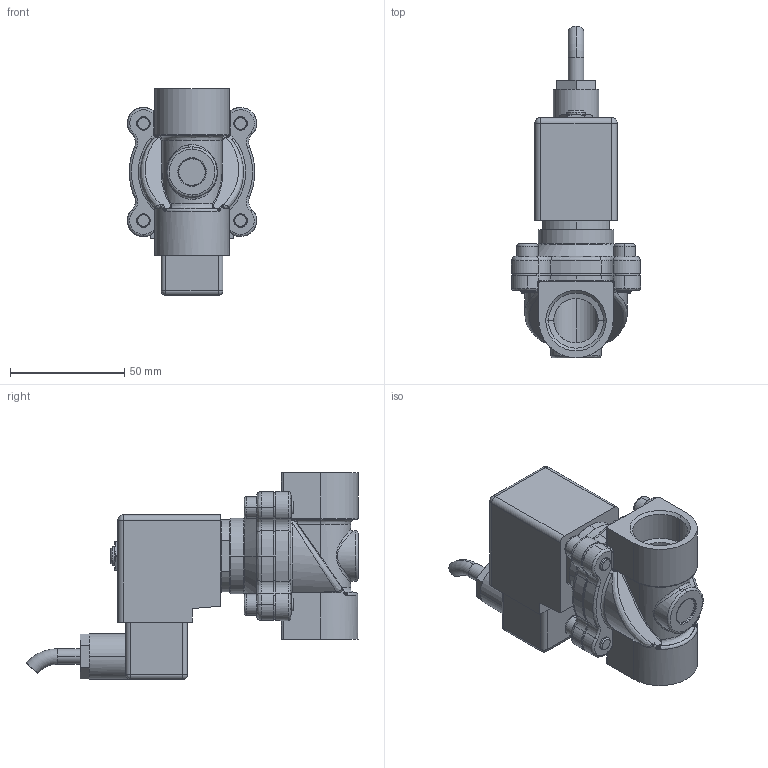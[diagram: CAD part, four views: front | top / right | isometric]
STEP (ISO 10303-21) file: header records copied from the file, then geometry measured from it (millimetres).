
FILE_DESCRIPTION (( 'STEP AP214' ), '1' );
FILE_NAME ('242 DN20 EX.STEP', '2023-06-13T13:20:18', ( 'admin' ), ( 'Hewlett-Packard Company' ), 'SwSTEP 2.0', 'SolidWorks 2015', '' );
FILE_SCHEMA (( 'AUTOMOTIVE_DESIGN' ));
Length unit declared in the file: millimetre
Products named in the file (20): ENG-009269; ENG-009267; ENG-009265; ENG-009268; ENG-009276; ENG-009272; ENG-009275; ENG-009292_1; ENG-009284_1; ENG-009283_1; ENG-017877_1; ENG-009279_1; ENG-009278_1; ENG-009271_1; ENG-009295; ENG-027101; 242 DN20 EX; ENG-009263; ENG-009296; ENG-009264
Assembly tree (22 placements, depth 4):
  242 DN20 EX
    ENG-009295
    ENG-009292_1
      ENG-017877_1
        ENG-009271_1
        ENG-009278_1
        ENG-009279_1
      ENG-009283_1
      ENG-009284_1
    ENG-009275
    ENG-009272
    ENG-009276
    ENG-009268
    ENG-009265
    ENG-009267
    ENG-009269
    ENG-009264  x4
    ENG-009296
    ENG-009263
    ENG-027101
Bounding box: 56.49 x 145.36 x 90.5 mm (x, y, z)
Volume: 171491.7 mm3; surface area: 69474.7 mm2
Topology: 20 solids, 20 shells, 752 faces, 1752 edges, 1076 vertices
Faces by surface type: cylinder 283, plane 208, bspline 170, cone 79, torus 6, sphere 6
Entity records: 39693 total; most frequent: CARTESIAN_POINT 17672, ORIENTED_EDGE 3166, DIRECTION 3154, EDGE_CURVE 1583, AXIS2_PLACEMENT_3D 1311, VERTEX_POINT 980, CIRCLE 768, EDGE_LOOP 767
